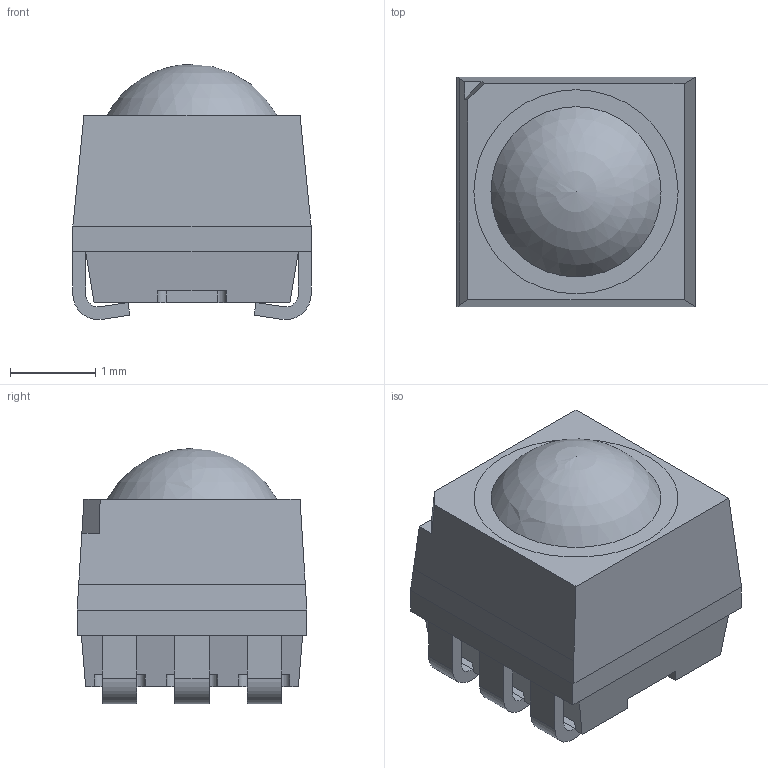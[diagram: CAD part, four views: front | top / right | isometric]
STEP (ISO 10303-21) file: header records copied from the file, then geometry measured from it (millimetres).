
FILE_DESCRIPTION(/* description */ ('Unknown'),/* implementation_level */ '2;1');
FILE_NAME(/* name */ '150282M167310',/* time_stamp */ '2024-11-07T14:48:39+01:00',/* author */ ('Unknown'),/* organization */ ('Unknown'),/* preprocessor_version */ 'ST-DEVELOPER v19.4',/* originating_system */ 'Solid Edge',/* authorisation */ 'Unknown');
FILE_SCHEMA (('AUTOMOTIVE_DESIGN {1 0 10303 214 3 1 1}'));
Length unit declared in the file: millimetre
Products named in the file (4): 150282M167310; Base; Dome; Pins
Assembly tree (3 placements, depth 2):
  150282M167310
    Base
    Dome
    Pins
Bounding box: 2.8 x 2.7 x 3 mm (x, y, z)
Volume: 16.1 mm3; surface area: 68.4 mm2
Topology: 8 solids, 8 shells, 153 faces, 390 edges, 259 vertices
Faces by surface type: plane 120, cylinder 28, cone 4, sphere 1
Entity records: 5321 total; most frequent: CARTESIAN_POINT 799, ORIENTED_EDGE 770, DIRECTION 764, EDGE_CURVE 385, LINE 320, VECTOR 320, VERTEX_POINT 257, AXIS2_PLACEMENT_3D 222
